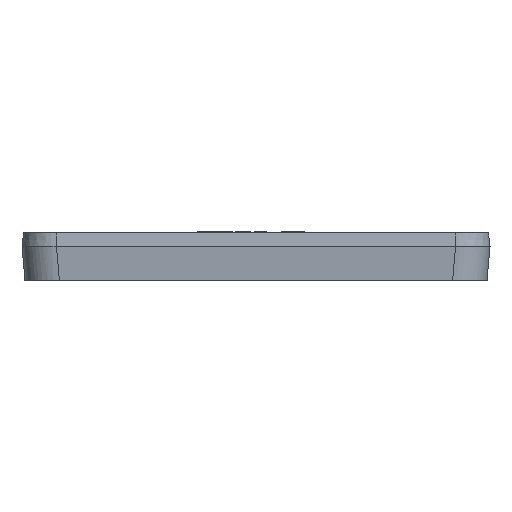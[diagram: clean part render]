
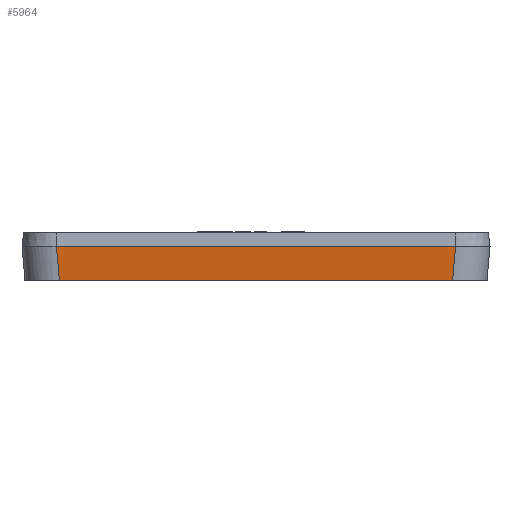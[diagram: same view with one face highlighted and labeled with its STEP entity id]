
A CAD part, front view. The second image highlights one B-rep face of the part: STEP entity #5964.
In plain terms, the highlighted planar face has unit normal (0, -0.996, -0.087).
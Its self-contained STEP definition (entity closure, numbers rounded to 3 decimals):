
#2674 = DIRECTION ( 'NONE',  ( -1., 0., 0. ) ) ;
#2895 = DIRECTION ( 'NONE',  ( 0.087, -0.087, 0.992 ) ) ;
#3921 = FACE_OUTER_BOUND ( 'NONE', #13475, .T. ) ;
#5770 = CARTESIAN_POINT ( 'NONE',  ( 20.352, 215.784, -5.1 ) ) ;
#5885 = ORIENTED_EDGE ( 'NONE', *, *, #40127, .F. ) ;
#5964 = ADVANCED_FACE ( 'NONE', ( #3921 ), #29127, .T. ) ;
#6837 = ORIENTED_EDGE ( 'NONE', *, *, #8699, .T. ) ;
#8128 = LINE ( 'NONE', #33327, #68068 ) ;
#8699 = EDGE_CURVE ( 'NONE', #29017, #25472, #26369, .T. ) ;
#12984 = CARTESIAN_POINT ( 'NONE',  ( 19.906, 215.338, 0. ) ) ;
#13347 = VECTOR ( 'NONE', #2674, 1000. ) ;
#13475 = EDGE_LOOP ( 'NONE', ( #6837, #5885, #81614, #40641 ) ) ;
#17337 = AXIS2_PLACEMENT_3D ( 'NONE', #54365, #79602, #22937 ) ;
#19211 = VERTEX_POINT ( 'NONE', #59926 ) ;
#21400 = VECTOR ( 'NONE', #76836, 1000. ) ;
#22937 = DIRECTION ( 'NONE',  ( 0., 0.087, -0.996 ) ) ;
#25472 = VERTEX_POINT ( 'NONE', #5770 ) ;
#25751 = EDGE_CURVE ( 'NONE', #81203, #29017, #34076, .T. ) ;
#26369 = LINE ( 'NONE', #51594, #21400 ) ;
#29017 = VERTEX_POINT ( 'NONE', #12984 ) ;
#29127 = PLANE ( 'NONE',  #17337 ) ;
#33327 = CARTESIAN_POINT ( 'NONE',  ( 49.751, 215.784, -5.1 ) ) ;
#34076 = LINE ( 'NONE', #59322, #13347 ) ;
#34275 = LINE ( 'NONE', #59529, #80819 ) ;
#40127 = EDGE_CURVE ( 'NONE', #19211, #25472, #8128, .T. ) ;
#40641 = ORIENTED_EDGE ( 'NONE', *, *, #25751, .T. ) ;
#51594 = CARTESIAN_POINT ( 'NONE',  ( 19.906, 215.338, 0. ) ) ;
#54365 = CARTESIAN_POINT ( 'NONE',  ( 14.751, 215.164, 1.985 ) ) ;
#58575 = DIRECTION ( 'NONE',  ( -1., 0., 0. ) ) ;
#59322 = CARTESIAN_POINT ( 'NONE',  ( 14.751, 215.338, 0. ) ) ;
#59529 = CARTESIAN_POINT ( 'NONE',  ( 79.15, 215.784, -5.1 ) ) ;
#59926 = CARTESIAN_POINT ( 'NONE',  ( 79.15, 215.784, -5.1 ) ) ;
#65908 = CARTESIAN_POINT ( 'NONE',  ( 79.597, 215.338, 0. ) ) ;
#68068 = VECTOR ( 'NONE', #58575, 1000. ) ;
#76219 = EDGE_CURVE ( 'NONE', #19211, #81203, #34275, .T. ) ;
#76836 = DIRECTION ( 'NONE',  ( 0.087, 0.087, -0.992 ) ) ;
#79602 = DIRECTION ( 'NONE',  ( 0., -0.996, -0.087 ) ) ;
#80819 = VECTOR ( 'NONE', #2895, 1000. ) ;
#81203 = VERTEX_POINT ( 'NONE', #65908 ) ;
#81614 = ORIENTED_EDGE ( 'NONE', *, *, #76219, .T. ) ;
